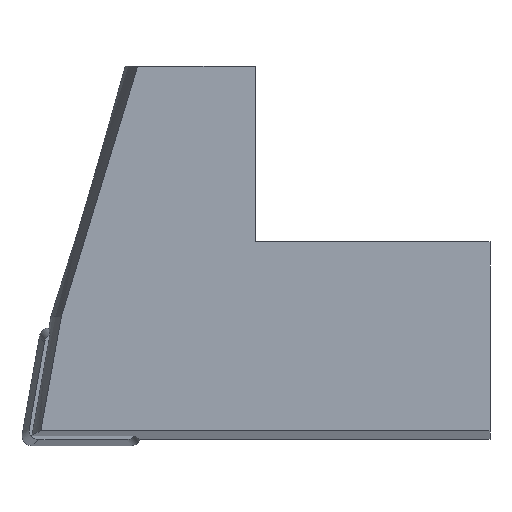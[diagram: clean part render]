
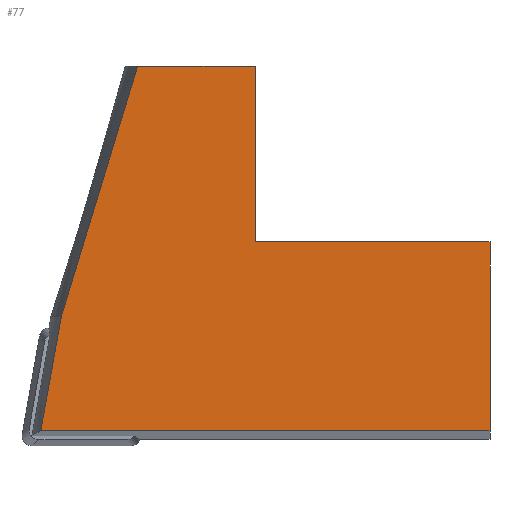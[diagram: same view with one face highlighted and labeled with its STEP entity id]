
A CAD part, front view. The second image highlights one B-rep face of the part: STEP entity #77.
In plain terms, the highlighted planar face has unit normal (0, -1, 0).
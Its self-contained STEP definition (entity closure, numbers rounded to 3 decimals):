
#77=ADVANCED_FACE('',(#127),#107,.F.);
#107=PLANE('',#603);
#127=FACE_OUTER_BOUND('',#157,.T.);
#157=EDGE_LOOP('',(#193,#194,#195,#196,#197,#198,#199));
#187=B_SPLINE_CURVE_WITH_KNOTS('',3,(#825,#826,#827,#828,#829,#830),
 .UNSPECIFIED.,.F.,.F.,(4,1,1,4),(0.,0.333,0.667,1.),
 .UNSPECIFIED.);
#188=B_SPLINE_CURVE_WITH_KNOTS('',3,(#832,#833,#834,#835,#836,#837),
 .UNSPECIFIED.,.F.,.F.,(4,1,1,4),(0.,0.333,0.667,1.),
 .UNSPECIFIED.);
#193=ORIENTED_EDGE('',*,*,#398,.F.);
#194=ORIENTED_EDGE('',*,*,#399,.F.);
#195=ORIENTED_EDGE('',*,*,#400,.F.);
#196=ORIENTED_EDGE('',*,*,#401,.F.);
#197=ORIENTED_EDGE('',*,*,#402,.T.);
#198=ORIENTED_EDGE('',*,*,#403,.T.);
#199=ORIENTED_EDGE('',*,*,#404,.F.);
#347=VERTEX_POINT('',#817);
#348=VERTEX_POINT('',#818);
#349=VERTEX_POINT('',#820);
#350=VERTEX_POINT('',#822);
#351=VERTEX_POINT('',#824);
#352=VERTEX_POINT('',#831);
#353=VERTEX_POINT('',#838);
#398=EDGE_CURVE('',#347,#348,#475,.T.);
#399=EDGE_CURVE('',#349,#347,#476,.T.);
#400=EDGE_CURVE('',#350,#349,#477,.T.);
#401=EDGE_CURVE('',#351,#350,#478,.T.);
#402=EDGE_CURVE('',#351,#352,#187,.T.);
#403=EDGE_CURVE('',#352,#353,#188,.T.);
#404=EDGE_CURVE('',#348,#353,#479,.T.);
#475=LINE('',#816,#526);
#476=LINE('',#819,#527);
#477=LINE('',#821,#528);
#478=LINE('',#823,#529);
#479=LINE('',#839,#530);
#526=VECTOR('',#661,1.);
#527=VECTOR('',#662,1.);
#528=VECTOR('',#663,1.);
#529=VECTOR('',#664,1.);
#530=VECTOR('',#665,1.);
#603=AXIS2_PLACEMENT_3D('',#840,#666,#667);
#661=DIRECTION('',(0.,0.,-1.));
#662=DIRECTION('',(1.,0.,0.));
#663=DIRECTION('',(0.,0.,-1.));
#664=DIRECTION('',(1.,0.,0.));
#665=DIRECTION('',(-1.,0.,0.));
#666=DIRECTION('',(0.,1.,0.));
#667=DIRECTION('',(-1.,0.,0.));
#816=CARTESIAN_POINT('',(19.,-8.,0.));
#817=CARTESIAN_POINT('',(19.,-8.,0.));
#818=CARTESIAN_POINT('',(19.,-8.,-15.3));
#819=CARTESIAN_POINT('',(0.,-8.,0.));
#820=CARTESIAN_POINT('',(0.,-8.,0.));
#821=CARTESIAN_POINT('',(0.,-8.,14.213));
#822=CARTESIAN_POINT('',(0.,-8.,14.213));
#823=CARTESIAN_POINT('',(-9.533,-8.,14.213));
#824=CARTESIAN_POINT('',(-9.533,-8.,14.213));
#825=CARTESIAN_POINT('',(-9.533,-8.,14.213));
#826=CARTESIAN_POINT('',(-10.165,-8.,12.146));
#827=CARTESIAN_POINT('',(-11.464,-8.,7.889));
#828=CARTESIAN_POINT('',(-13.518,-8.,1.138));
#829=CARTESIAN_POINT('',(-14.962,-8.,-3.625));
#830=CARTESIAN_POINT('',(-15.703,-8.,-6.07));
#831=CARTESIAN_POINT('',(-15.703,-8.,-6.07));
#832=CARTESIAN_POINT('',(-15.703,-8.,-6.07));
#833=CARTESIAN_POINT('',(-15.884,-8.,-7.075));
#834=CARTESIAN_POINT('',(-16.249,-8.,-9.099));
#835=CARTESIAN_POINT('',(-16.803,-8.,-12.175));
#836=CARTESIAN_POINT('',(-17.178,-8.,-14.254));
#837=CARTESIAN_POINT('',(-17.366,-8.,-15.3));
#838=CARTESIAN_POINT('',(-17.366,-8.,-15.3));
#839=CARTESIAN_POINT('',(19.,-8.,-15.3));
#840=CARTESIAN_POINT('',(-18.53,-8.,-16.07));
